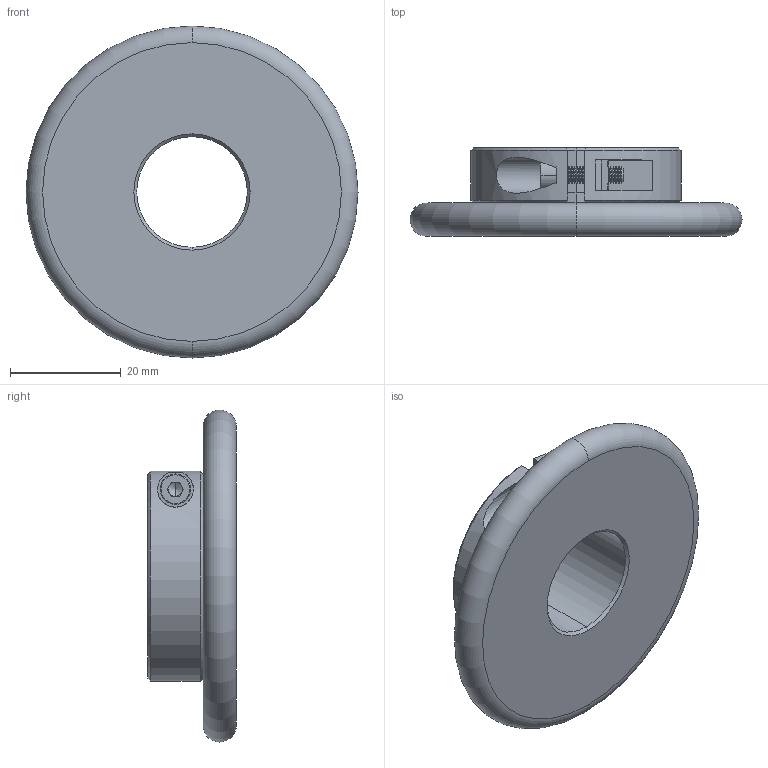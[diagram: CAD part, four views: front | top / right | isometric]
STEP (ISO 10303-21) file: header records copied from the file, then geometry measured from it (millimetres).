
FILE_DESCRIPTION (( 'STEP AP203' ), '1' );
FILE_NAME ('Roller-D60-d20-L16-UPE-POM.STEP', '2020-09-02T05:55:27', ( '' ), ( '' ), 'SwSTEP 2.0', 'SolidWorks 2019', '' );
FILE_SCHEMA (( 'CONFIG_CONTROL_DESIGN' ));
Length unit declared in the file: millimetre
Products named in the file (5): square nut_jis_JIS B 1163 M3 --N; Roller-D60-d20-L16-UPE-POM; hexagon socket head cap screw_jis_JIS B 1176 M3 x 12 (12) --S; Roller-UPE-D60-d20-L16; RollerPOM-D38-d25-T10-4N
Assembly tree (4 placements, depth 2):
  Roller-D60-d20-L16-UPE-POM
    Roller-UPE-D60-d20-L16
    RollerPOM-D38-d25-T10-4N
    hexagon socket head cap screw_jis_JIS B 1176 M3 x 12 (12) --S
    square nut_jis_JIS B 1163 M3 --N
Bounding box: 60 x 16 x 60 mm (x, y, z)
Volume: 21933.5 mm3; surface area: 11470.3 mm2
Topology: 4 solids, 4 shells, 236 faces, 577 edges, 353 vertices
Faces by surface type: cone 113, cylinder 70, plane 47, torus 6
Entity records: 7584 total; most frequent: DIRECTION 1351, CARTESIAN_POINT 1296, ORIENTED_EDGE 1150, EDGE_CURVE 575, AXIS2_PLACEMENT_3D 554, VERTEX_POINT 353, CIRCLE 311, EDGE_LOOP 250
